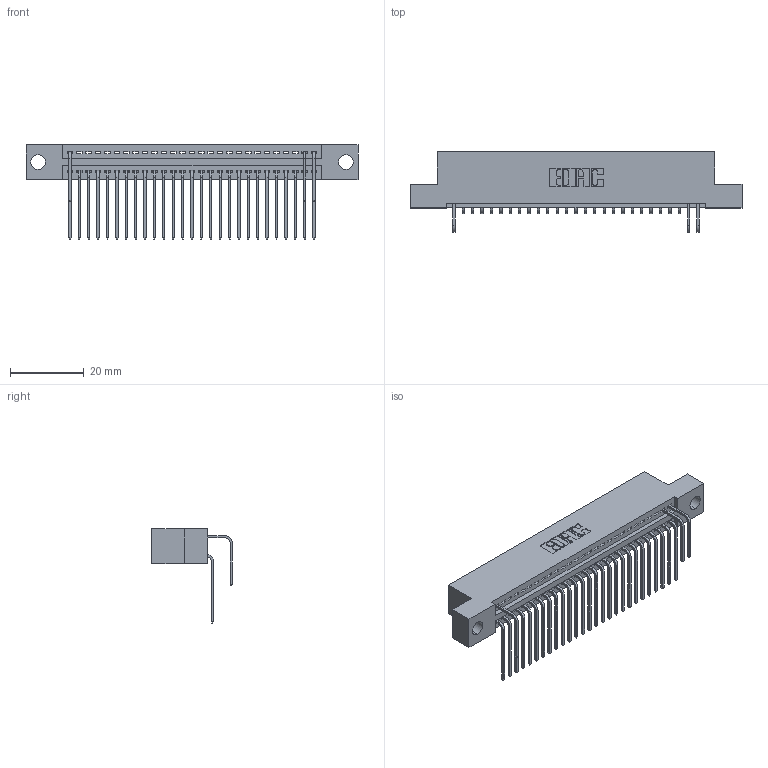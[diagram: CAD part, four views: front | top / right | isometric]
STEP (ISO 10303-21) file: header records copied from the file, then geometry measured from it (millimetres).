
FILE_DESCRIPTION (( 'STEP AP203' ), '1' );
FILE_NAME ('345-054-558-204.STEP', '2018-09-24T01:02:21', ( '' ), ( '' ), 'SwSTEP 2.0', 'SolidWorks 2016', '' );
FILE_SCHEMA (( 'CONFIG_CONTROL_DESIGN' ));
Length unit declared in the file: inch
Products named in the file (4): 345-292-001_558 Tail - 2; 345-054-558-204; 345 Part_Flush Mounting Lugs - 0.156 Dia-TH; 345-292-001_558 559 Tail - 1
Assembly tree (31 placements, depth 2):
  345-054-558-204
    345 Part_Flush Mounting Lugs - 0.156 Dia-TH
    345-292-001_558 559 Tail - 1  x27
    345-292-001_558 Tail - 2  x3
Bounding box: 89.79 x 21.83 x 25.53 mm (x, y, z)
Volume: 8451.8 mm3; surface area: 11606.4 mm2
Topology: 31 solids, 31 shells, 1878 faces, 5639 edges, 3718 vertices
Faces by surface type: plane 1298, cylinder 580
Entity records: 24091 total; most frequent: CARTESIAN_POINT 4203, ORIENTED_EDGE 4110, DIRECTION 3671, EDGE_CURVE 2055, VECTOR 1775, LINE 1775, VERTEX_POINT 1366, AXIS2_PLACEMENT_3D 948
